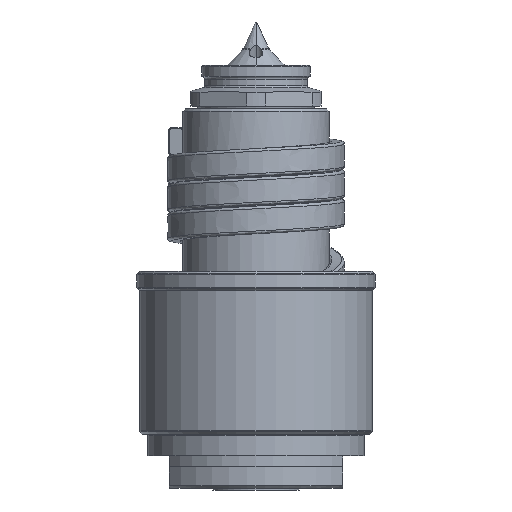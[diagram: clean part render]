
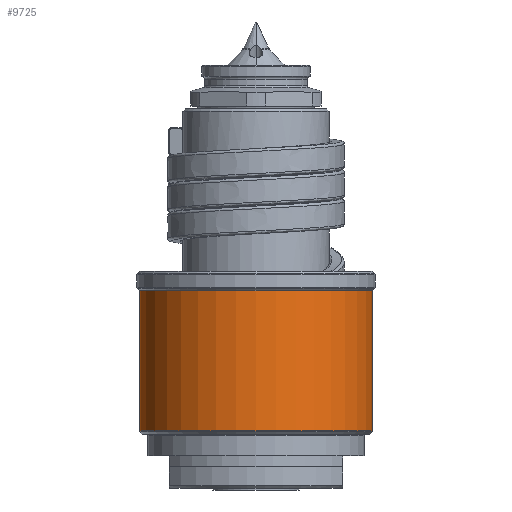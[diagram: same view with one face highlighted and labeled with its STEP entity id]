
A CAD part, front view. The second image highlights one B-rep face of the part: STEP entity #9725.
In plain terms, the highlighted cylindrical face has radius 21.5 mm (diameter 43 mm), a partial arc.
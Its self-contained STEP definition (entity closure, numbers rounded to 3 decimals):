
#2996=CARTESIAN_POINT('',(0.,0.,10.583));
#2997=DIRECTION('',(0.,0.,1.));
#2998=DIRECTION('',(-1.,0.,0.));
#2999=AXIS2_PLACEMENT_3D('',#2996,#2997,#2998);
#3001=DIRECTION('',(0.,0.,-1.));
#3002=VECTOR('',#3001,25.834);
#3003=CARTESIAN_POINT('',(-21.5,0.,36.417));
#3004=LINE('',#3003,#3002);
#3005=CARTESIAN_POINT('',(0.,0.,36.417));
#3006=DIRECTION('',(0.,0.,1.));
#3007=DIRECTION('',(-1.,0.,0.));
#3008=AXIS2_PLACEMENT_3D('',#3005,#3006,#3007);
#3010=DIRECTION('',(0.,0.,-1.));
#3011=VECTOR('',#3010,25.834);
#3012=CARTESIAN_POINT('',(21.5,0.,36.417));
#3013=LINE('',#3012,#3011);
#5616=CARTESIAN_POINT('',(21.5,0.,36.417));
#5617=CARTESIAN_POINT('',(-21.5,0.,36.417));
#5618=VERTEX_POINT('',#5616);
#5619=VERTEX_POINT('',#5617);
#5642=CARTESIAN_POINT('',(21.5,0.,10.583));
#5643=VERTEX_POINT('',#5642);
#5644=CARTESIAN_POINT('',(-21.5,0.,10.583));
#5645=VERTEX_POINT('',#5644);
#9713=CARTESIAN_POINT('',(0.,0.,8.5));
#9714=DIRECTION('',(0.,0.,1.));
#9715=DIRECTION('',(-1.,0.,0.));
#9716=AXIS2_PLACEMENT_3D('',#9713,#9714,#9715);
#9717=CYLINDRICAL_SURFACE('',#9716,21.5);
#9718=ORIENTED_EDGE('',*,*,#7748,.F.);
#9719=ORIENTED_EDGE('',*,*,#7729,.F.);
#9721=ORIENTED_EDGE('',*,*,#9720,.T.);
#9722=ORIENTED_EDGE('',*,*,#7725,.T.);
#9723=EDGE_LOOP('',(#9718,#9719,#9721,#9722));
#9724=FACE_OUTER_BOUND('',#9723,.F.);
#3000=CIRCLE('',#2999,21.5);
#3009=CIRCLE('',#3008,21.5);
#7725=EDGE_CURVE('',#5618,#5643,#3013,.T.);
#7729=EDGE_CURVE('',#5619,#5645,#3004,.T.);
#7748=EDGE_CURVE('',#5645,#5643,#3000,.T.);
#9720=EDGE_CURVE('',#5619,#5618,#3009,.T.);
#9725=ADVANCED_FACE('',(#9724),#9717,.T.);
